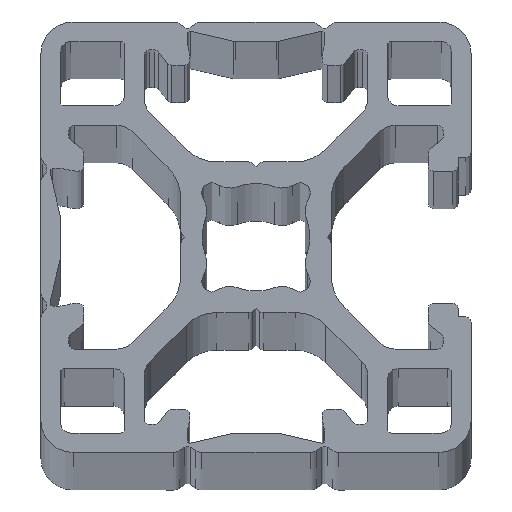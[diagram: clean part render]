
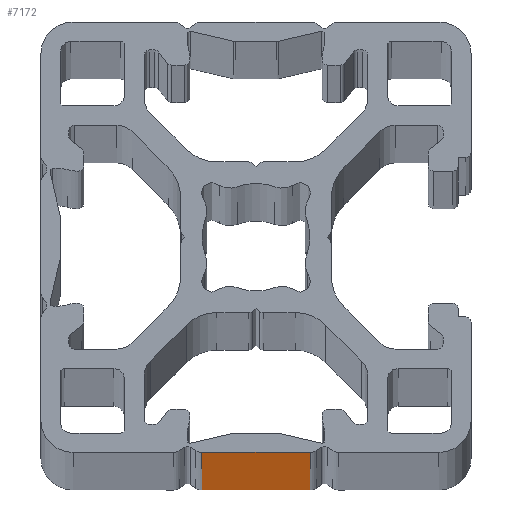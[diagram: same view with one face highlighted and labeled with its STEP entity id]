
A CAD part, top view. The second image highlights one B-rep face of the part: STEP entity #7172.
In plain terms, the highlighted planar face has unit normal (0, -1, 0).
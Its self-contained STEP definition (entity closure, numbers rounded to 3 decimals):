
#667 = ORIENTED_EDGE ( 'NONE', *, *, #4796, .T. ) ;
#1310 = LINE ( 'NONE', #4009, #4928 ) ;
#1536 = DIRECTION ( 'NONE',  ( -1., 0., 0. ) ) ;
#1869 = AXIS2_PLACEMENT_3D ( 'NONE', #5507, #7413, #1536 ) ;
#2099 = LINE ( 'NONE', #6928, #6236 ) ;
#2540 = LINE ( 'NONE', #8068, #4134 ) ;
#3179 = VERTEX_POINT ( 'NONE', #4765 ) ;
#3371 = CARTESIAN_POINT ( 'NONE',  ( 2.517, -10., -1000. ) ) ;
#3467 = ORIENTED_EDGE ( 'NONE', *, *, #6727, .T. ) ;
#3475 = LINE ( 'NONE', #6272, #7245 ) ;
#3516 = PLANE ( 'NONE',  #1869 ) ;
#3846 = CARTESIAN_POINT ( 'NONE',  ( -2.517, -10., 0. ) ) ;
#4009 = CARTESIAN_POINT ( 'NONE',  ( -2.67, -10., 0. ) ) ;
#4134 = VECTOR ( 'NONE', #5315, 1000. ) ;
#4244 = VERTEX_POINT ( 'NONE', #7124 ) ;
#4765 = CARTESIAN_POINT ( 'NONE',  ( -2.517, -10., -1000. ) ) ;
#4796 = EDGE_CURVE ( 'NONE', #4244, #8070, #1310, .T. ) ;
#4897 = VERTEX_POINT ( 'NONE', #3371 ) ;
#4928 = VECTOR ( 'NONE', #6702, 1000. ) ;
#5315 = DIRECTION ( 'NONE',  ( 0., 0., 1. ) ) ;
#5327 = EDGE_LOOP ( 'NONE', ( #5480, #3467, #667, #6481 ) ) ;
#5421 = DIRECTION ( 'NONE',  ( -1., 0., 0. ) ) ;
#5480 = ORIENTED_EDGE ( 'NONE', *, *, #7272, .F. ) ;
#5507 = CARTESIAN_POINT ( 'NONE',  ( -2.67, -10., -1000. ) ) ;
#6236 = VECTOR ( 'NONE', #5421, 1000. ) ;
#6272 = CARTESIAN_POINT ( 'NONE',  ( -2.517, -10., -1000. ) ) ;
#6481 = ORIENTED_EDGE ( 'NONE', *, *, #8395, .F. ) ;
#6702 = DIRECTION ( 'NONE',  ( -1., 0., 0. ) ) ;
#6727 = EDGE_CURVE ( 'NONE', #4897, #4244, #2540, .T. ) ;
#6878 = FACE_OUTER_BOUND ( 'NONE', #5327, .T. ) ;
#6928 = CARTESIAN_POINT ( 'NONE',  ( -2.67, -10., -1000. ) ) ;
#7124 = CARTESIAN_POINT ( 'NONE',  ( 2.517, -10., 0. ) ) ;
#7172 = ADVANCED_FACE ( 'NONE', ( #6878 ), #3516, .T. ) ;
#7245 = VECTOR ( 'NONE', #7551, 1000. ) ;
#7272 = EDGE_CURVE ( 'NONE', #4897, #3179, #2099, .T. ) ;
#7413 = DIRECTION ( 'NONE',  ( 0., -1., 0. ) ) ;
#7551 = DIRECTION ( 'NONE',  ( 0., 0., 1. ) ) ;
#8068 = CARTESIAN_POINT ( 'NONE',  ( 2.517, -10., -1000. ) ) ;
#8070 = VERTEX_POINT ( 'NONE', #3846 ) ;
#8395 = EDGE_CURVE ( 'NONE', #3179, #8070, #3475, .T. ) ;
